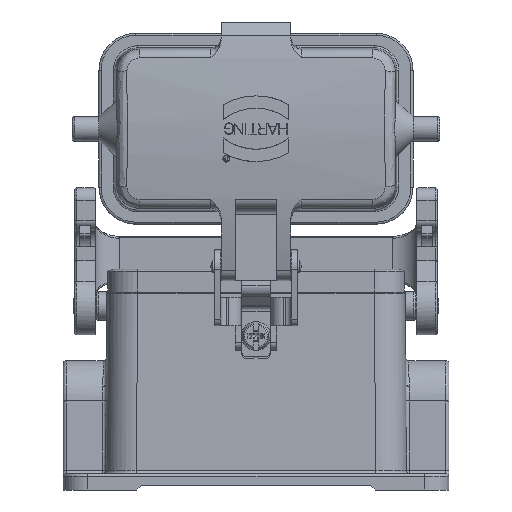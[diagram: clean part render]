
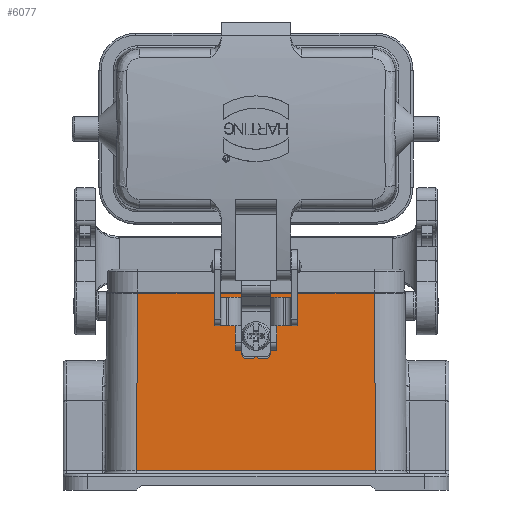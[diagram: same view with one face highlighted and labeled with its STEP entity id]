
A CAD part, front view. The second image highlights one B-rep face of the part: STEP entity #6077.
In plain terms, the highlighted planar face has unit normal (0, -1, 0.007).
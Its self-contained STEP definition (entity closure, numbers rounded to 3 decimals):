
#5163=FACE_OUTER_BOUND('',#8307,.T.);
#6077=ADVANCED_FACE('',(#5163),#7072,.T.);
#7072=PLANE('',#22940);
#8307=EDGE_LOOP('',(#9601,#9602,#9603,#9604,#9605,#9606,#9607,#9608,#9609,
#9610,#9611,#9612,#9613,#9614,#9615,#9616,#9617,#9618,#9619,#9620,#9621,
#9622,#9623,#9624,#9625,#9626));
#9401=ELLIPSE('',#22933,202.852,1.5);
#9402=ELLIPSE('',#22934,1.,1.);
#9403=ELLIPSE('',#22935,0.2,0.2);
#9404=ELLIPSE('',#22936,0.5,0.5);
#9405=ELLIPSE('',#22937,0.2,0.2);
#9406=ELLIPSE('',#22938,1.,1.);
#9407=ELLIPSE('',#22939,202.852,1.5);
#9601=ORIENTED_EDGE('',*,*,#16318,.F.);
#9602=ORIENTED_EDGE('',*,*,#16319,.T.);
#9603=ORIENTED_EDGE('',*,*,#16320,.F.);
#9604=ORIENTED_EDGE('',*,*,#16321,.T.);
#9605=ORIENTED_EDGE('',*,*,#16322,.T.);
#9606=ORIENTED_EDGE('',*,*,#16323,.T.);
#9607=ORIENTED_EDGE('',*,*,#16324,.T.);
#9608=ORIENTED_EDGE('',*,*,#16325,.T.);
#9609=ORIENTED_EDGE('',*,*,#16326,.F.);
#9610=ORIENTED_EDGE('',*,*,#16327,.F.);
#9611=ORIENTED_EDGE('',*,*,#16328,.F.);
#9612=ORIENTED_EDGE('',*,*,#16329,.F.);
#9613=ORIENTED_EDGE('',*,*,#16330,.F.);
#9614=ORIENTED_EDGE('',*,*,#16331,.T.);
#9615=ORIENTED_EDGE('',*,*,#16332,.T.);
#9616=ORIENTED_EDGE('',*,*,#16333,.T.);
#9617=ORIENTED_EDGE('',*,*,#16334,.T.);
#9618=ORIENTED_EDGE('',*,*,#16335,.T.);
#9619=ORIENTED_EDGE('',*,*,#16336,.F.);
#9620=ORIENTED_EDGE('',*,*,#16337,.T.);
#9621=ORIENTED_EDGE('',*,*,#16338,.F.);
#9622=ORIENTED_EDGE('',*,*,#16339,.T.);
#9623=ORIENTED_EDGE('',*,*,#16340,.T.);
#9624=ORIENTED_EDGE('',*,*,#16341,.T.);
#9625=ORIENTED_EDGE('',*,*,#16342,.T.);
#9626=ORIENTED_EDGE('',*,*,#16343,.T.);
#14681=VERTEX_POINT('',#30483);
#14682=VERTEX_POINT('',#30484);
#14683=VERTEX_POINT('',#30486);
#14684=VERTEX_POINT('',#30488);
#14685=VERTEX_POINT('',#30490);
#14686=VERTEX_POINT('',#30492);
#14687=VERTEX_POINT('',#30494);
#14688=VERTEX_POINT('',#30496);
#14689=VERTEX_POINT('',#30498);
#14690=VERTEX_POINT('',#30500);
#14691=VERTEX_POINT('',#30502);
#14692=VERTEX_POINT('',#30504);
#14693=VERTEX_POINT('',#30506);
#14694=VERTEX_POINT('',#30508);
#14695=VERTEX_POINT('',#30510);
#14696=VERTEX_POINT('',#30512);
#14697=VERTEX_POINT('',#30514);
#14698=VERTEX_POINT('',#30516);
#14699=VERTEX_POINT('',#30518);
#14700=VERTEX_POINT('',#30520);
#14701=VERTEX_POINT('',#30522);
#14702=VERTEX_POINT('',#30524);
#14703=VERTEX_POINT('',#30526);
#14704=VERTEX_POINT('',#30528);
#14705=VERTEX_POINT('',#30530);
#14706=VERTEX_POINT('',#30532);
#16318=EDGE_CURVE('',#14681,#14682,#18848,.T.);
#16319=EDGE_CURVE('',#14681,#14683,#18849,.T.);
#16320=EDGE_CURVE('',#14684,#14683,#9401,.T.);
#16321=EDGE_CURVE('',#14684,#14685,#18850,.T.);
#16322=EDGE_CURVE('',#14685,#14686,#18851,.T.);
#16323=EDGE_CURVE('',#14686,#14687,#18852,.T.);
#16324=EDGE_CURVE('',#14687,#14688,#9402,.T.);
#16325=EDGE_CURVE('',#14688,#14689,#18853,.T.);
#16326=EDGE_CURVE('',#14690,#14689,#9403,.T.);
#16327=EDGE_CURVE('',#14691,#14690,#18854,.T.);
#16328=EDGE_CURVE('',#14692,#14691,#9404,.T.);
#16329=EDGE_CURVE('',#14693,#14692,#18855,.T.);
#16330=EDGE_CURVE('',#14694,#14693,#9405,.T.);
#16331=EDGE_CURVE('',#14694,#14695,#18856,.T.);
#16332=EDGE_CURVE('',#14695,#14696,#9406,.T.);
#16333=EDGE_CURVE('',#14696,#14697,#18857,.T.);
#16334=EDGE_CURVE('',#14697,#14698,#18858,.T.);
#16335=EDGE_CURVE('',#14698,#14699,#18859,.T.);
#16336=EDGE_CURVE('',#14700,#14699,#9407,.T.);
#16337=EDGE_CURVE('',#14700,#14701,#18860,.T.);
#16338=EDGE_CURVE('',#14702,#14701,#18861,.T.);
#16339=EDGE_CURVE('',#14702,#14703,#18862,.T.);
#16340=EDGE_CURVE('',#14703,#14704,#18863,.T.);
#16341=EDGE_CURVE('',#14704,#14705,#18864,.T.);
#16342=EDGE_CURVE('',#14705,#14706,#18865,.T.);
#16343=EDGE_CURVE('',#14706,#14682,#18866,.T.);
#18848=LINE('',#30482,#20203);
#18849=LINE('',#30485,#20204);
#18850=LINE('',#30489,#20205);
#18851=LINE('',#30491,#20206);
#18852=LINE('',#30493,#20207);
#18853=LINE('',#30497,#20208);
#18854=LINE('',#30501,#20209);
#18855=LINE('',#30505,#20210);
#18856=LINE('',#30509,#20211);
#18857=LINE('',#30513,#20212);
#18858=LINE('',#30515,#20213);
#18859=LINE('',#30517,#20214);
#18860=LINE('',#30521,#20215);
#18861=LINE('',#30523,#20216);
#18862=LINE('',#30525,#20217);
#18863=LINE('',#30527,#20218);
#18864=LINE('',#30529,#20219);
#18865=LINE('',#30531,#20220);
#18866=LINE('',#30533,#20221);
#20203=VECTOR('',#24563,1.);
#20204=VECTOR('',#24564,1.);
#20205=VECTOR('',#24567,1.);
#20206=VECTOR('',#24568,1.);
#20207=VECTOR('',#24569,1.);
#20208=VECTOR('',#24572,1.);
#20209=VECTOR('',#24575,1.);
#20210=VECTOR('',#24578,1.);
#20211=VECTOR('',#24581,1.);
#20212=VECTOR('',#24584,1.);
#20213=VECTOR('',#24585,1.);
#20214=VECTOR('',#24586,1.);
#20215=VECTOR('',#24589,1.);
#20216=VECTOR('',#24590,1.);
#20217=VECTOR('',#24591,1.);
#20218=VECTOR('',#24592,1.);
#20219=VECTOR('',#24593,1.);
#20220=VECTOR('',#24594,1.);
#20221=VECTOR('',#24595,1.);
#22933=AXIS2_PLACEMENT_3D('',#30487,#24565,#24566);
#22934=AXIS2_PLACEMENT_3D('',#30495,#24570,#24571);
#22935=AXIS2_PLACEMENT_3D('',#30499,#24573,#24574);
#22936=AXIS2_PLACEMENT_3D('',#30503,#24576,#24577);
#22937=AXIS2_PLACEMENT_3D('',#30507,#24579,#24580);
#22938=AXIS2_PLACEMENT_3D('',#30511,#24582,#24583);
#22939=AXIS2_PLACEMENT_3D('',#30519,#24587,#24588);
#22940=AXIS2_PLACEMENT_3D('',#30534,#24596,#24597);
#24563=DIRECTION('',(0.,0.007,1.));
#24564=DIRECTION('',(1.,0.,0.));
#24565=DIRECTION('',(0.,-1.,0.007));
#24566=DIRECTION('',(0.,0.007,1.));
#24567=DIRECTION('',(-1.,0.,0.));
#24568=DIRECTION('',(0.,-0.007,-1.));
#24569=DIRECTION('',(-0.5,-0.006,-0.866));
#24570=DIRECTION('',(0.,1.,-0.007));
#24571=DIRECTION('',(0.,0.007,1.));
#24572=DIRECTION('',(-1.,0.,0.));
#24573=DIRECTION('',(0.,-1.,0.007));
#24574=DIRECTION('',(0.,0.007,1.));
#24575=DIRECTION('',(0.707,-0.005,-0.707));
#24576=DIRECTION('',(0.,1.,-0.007));
#24577=DIRECTION('',(0.,-0.007,-1.));
#24578=DIRECTION('',(0.707,0.005,0.707));
#24579=DIRECTION('',(0.,-1.,0.007));
#24580=DIRECTION('',(0.,0.007,1.));
#24581=DIRECTION('',(-1.,0.,0.));
#24582=DIRECTION('',(0.,1.,-0.007));
#24583=DIRECTION('',(0.,0.007,1.));
#24584=DIRECTION('',(-0.5,0.006,0.866));
#24585=DIRECTION('',(0.,0.007,1.));
#24586=DIRECTION('',(-1.,0.,0.));
#24587=DIRECTION('',(0.,-1.,0.007));
#24588=DIRECTION('',(0.,-0.007,-1.));
#24589=DIRECTION('',(1.,0.,0.));
#24590=DIRECTION('',(0.,-0.007,-1.));
#24591=DIRECTION('',(-1.,0.,0.));
#24592=DIRECTION('',(-0.009,-0.007,-1.));
#24593=DIRECTION('',(1.,0.,0.));
#24594=DIRECTION('',(-0.009,0.007,1.));
#24595=DIRECTION('',(-1.,0.,0.));
#24596=DIRECTION('',(0.,-1.,0.007));
#24597=DIRECTION('',(0.,-0.007,-1.));
#30482=CARTESIAN_POINT('',(1.6,-21.825,-38.25));
#30483=CARTESIAN_POINT('',(1.6,-21.518,3.273));
#30484=CARTESIAN_POINT('',(1.6,-21.5,5.7));
#30485=CARTESIAN_POINT('',(57.,-21.518,3.273));
#30486=CARTESIAN_POINT('',(3.6,-21.518,3.273));
#30487=CARTESIAN_POINT('',(3.6,-23.018,-199.573));
#30488=CARTESIAN_POINT('',(4.098,-21.603,-8.25));
#30489=CARTESIAN_POINT('',(57.,-21.603,-8.25));
#30490=CARTESIAN_POINT('',(3.5,-21.603,-8.25));
#30491=CARTESIAN_POINT('',(3.5,-21.825,-38.25));
#30492=CARTESIAN_POINT('',(3.5,-21.611,-9.25));
#30493=CARTESIAN_POINT('',(4.317,-21.6,-7.835));
#30494=CARTESIAN_POINT('',(3.211,-21.614,-9.75));
#30495=CARTESIAN_POINT('',(2.345,-21.611,-9.25));
#30496=CARTESIAN_POINT('',(2.345,-21.618,-10.25));
#30497=CARTESIAN_POINT('',(57.,-21.618,-10.25));
#30498=CARTESIAN_POINT('',(0.79,-21.618,-10.25));
#30499=CARTESIAN_POINT('',(0.79,-21.616,-10.05));
#30500=CARTESIAN_POINT('',(0.649,-21.618,-10.191));
#30501=CARTESIAN_POINT('',(42.853,-21.93,-52.396));
#30502=CARTESIAN_POINT('',(0.354,-21.615,-9.896));
#30503=CARTESIAN_POINT('',(0.,-21.618,-10.25));
#30504=CARTESIAN_POINT('',(-0.354,-21.615,-9.896));
#30505=CARTESIAN_POINT('',(14.145,-21.508,4.602));
#30506=CARTESIAN_POINT('',(-0.649,-21.618,-10.191));
#30507=CARTESIAN_POINT('',(-0.79,-21.616,-10.05));
#30508=CARTESIAN_POINT('',(-0.79,-21.618,-10.25));
#30509=CARTESIAN_POINT('',(57.,-21.618,-10.25));
#30510=CARTESIAN_POINT('',(-2.345,-21.618,-10.25));
#30511=CARTESIAN_POINT('',(-2.345,-21.611,-9.25));
#30512=CARTESIAN_POINT('',(-3.211,-21.614,-9.75));
#30513=CARTESIAN_POINT('',(24.182,-21.965,-57.196));
#30514=CARTESIAN_POINT('',(-3.5,-21.611,-9.25));
#30515=CARTESIAN_POINT('',(-3.5,-21.825,-38.25));
#30516=CARTESIAN_POINT('',(-3.5,-21.603,-8.25));
#30517=CARTESIAN_POINT('',(57.,-21.603,-8.25));
#30518=CARTESIAN_POINT('',(-4.098,-21.603,-8.25));
#30519=CARTESIAN_POINT('',(-3.6,-23.018,-199.573));
#30520=CARTESIAN_POINT('',(-3.6,-21.518,3.273));
#30521=CARTESIAN_POINT('',(57.,-21.518,3.273));
#30522=CARTESIAN_POINT('',(-1.6,-21.518,3.273));
#30523=CARTESIAN_POINT('',(-1.6,-21.825,-38.25));
#30524=CARTESIAN_POINT('',(-1.6,-21.5,5.7));
#30525=CARTESIAN_POINT('',(57.,-21.5,5.7));
#30526=CARTESIAN_POINT('',(-28.8,-21.5,5.7));
#30527=CARTESIAN_POINT('',(-29.169,-21.82,-37.515));
#30528=CARTESIAN_POINT('',(-29.168,-21.819,-37.456));
#30529=CARTESIAN_POINT('',(29.175,-21.819,-37.456));
#30530=CARTESIAN_POINT('',(29.168,-21.819,-37.456));
#30531=CARTESIAN_POINT('',(29.177,-21.827,-38.487));
#30532=CARTESIAN_POINT('',(28.8,-21.5,5.7));
#30533=CARTESIAN_POINT('',(57.,-21.5,5.7));
#30534=CARTESIAN_POINT('',(57.,-21.825,-38.25));
